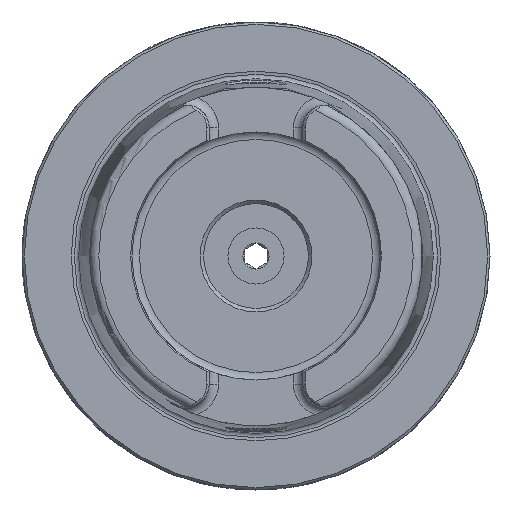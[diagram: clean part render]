
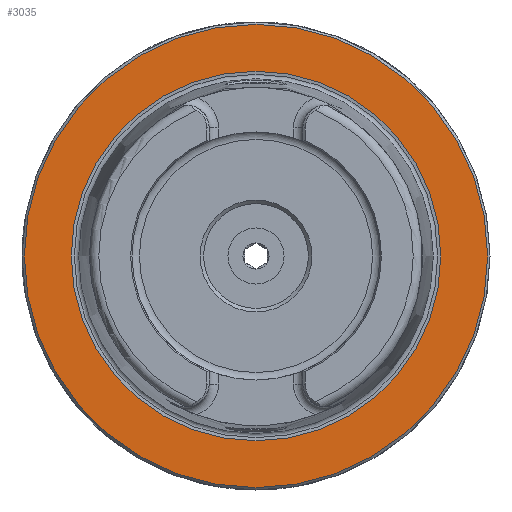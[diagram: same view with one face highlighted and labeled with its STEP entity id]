
A CAD part, left-side view. The second image highlights one B-rep face of the part: STEP entity #3035.
In plain terms, the highlighted planar face has unit normal (-1, 0, 0).
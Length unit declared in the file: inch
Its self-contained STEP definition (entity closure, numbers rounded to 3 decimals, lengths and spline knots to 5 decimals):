
#495=PLANE('',#3263);
#628=FACE_BOUND('',#967,.T.);
#740=FACE_OUTER_BOUND('',#966,.T.);
#966=EDGE_LOOP('',(#2261));
#967=EDGE_LOOP('',(#2262));
#1204=CIRCLE('',#3262,1.94882);
#1205=CIRCLE('',#3264,1.55442);
#1440=VERTEX_POINT('',#5915);
#1441=VERTEX_POINT('',#5918);
#1764=EDGE_CURVE('',#1440,#1440,#1204,.T.);
#1765=EDGE_CURVE('',#1441,#1441,#1205,.T.);
#2261=ORIENTED_EDGE('',*,*,#1764,.F.);
#2262=ORIENTED_EDGE('',*,*,#1765,.T.);
#3035=ADVANCED_FACE('',(#740,#628),#495,.T.);
#3262=AXIS2_PLACEMENT_3D('',#5916,#3730,#3731);
#3263=AXIS2_PLACEMENT_3D('',#5917,#3732,#3733);
#3264=AXIS2_PLACEMENT_3D('',#5919,#3734,#3735);
#3730=DIRECTION('center_axis',(1.,0.,0.));
#3731=DIRECTION('ref_axis',(0.,-1.,0.));
#3732=DIRECTION('center_axis',(-1.,0.,0.));
#3733=DIRECTION('ref_axis',(0.,0.,1.));
#3734=DIRECTION('center_axis',(1.,0.,0.));
#3735=DIRECTION('ref_axis',(0.,1.,0.));
#5915=CARTESIAN_POINT('',(0.,1.94882,0.));
#5916=CARTESIAN_POINT('Origin',(0.,0.,0.));
#5917=CARTESIAN_POINT('Origin',(0.,0.98425,0.));
#5918=CARTESIAN_POINT('',(0.,1.55442,0.));
#5919=CARTESIAN_POINT('Origin',(0.,0.,0.));
